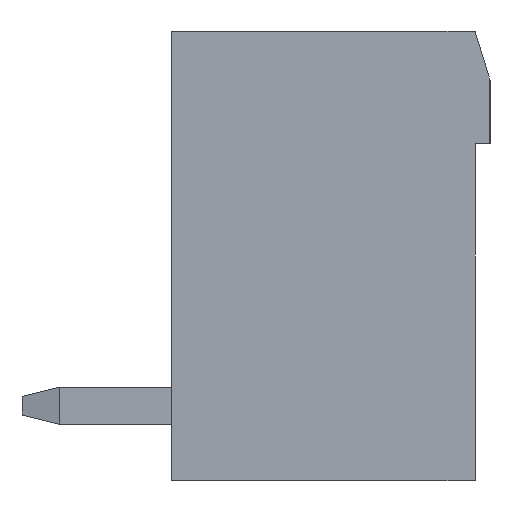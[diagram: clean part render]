
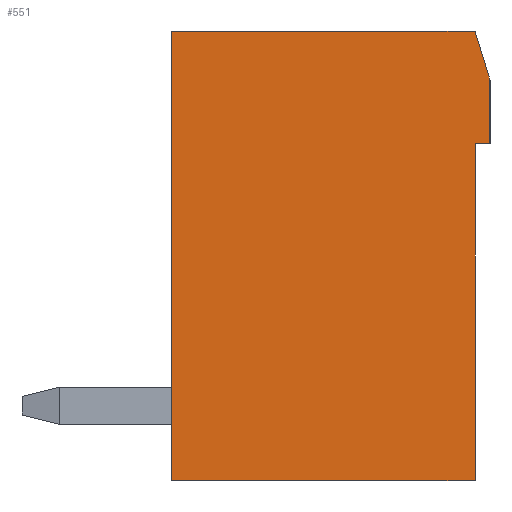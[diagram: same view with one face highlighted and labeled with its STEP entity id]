
A CAD part, left-side view. The second image highlights one B-rep face of the part: STEP entity #551.
In plain terms, the highlighted planar face has unit normal (-1, 0, 0).
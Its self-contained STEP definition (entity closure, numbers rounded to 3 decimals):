
#551 = ADVANCED_FACE( '', ( #1280 ), #1281, .T. );
#1280 = FACE_OUTER_BOUND( '', #2220, .T. );
#1281 = PLANE( '', #2221 );
#2220 = EDGE_LOOP( '', ( #3618, #3619, #3620, #3621, #3622, #3623, #3624 ) );
#2221 = AXIS2_PLACEMENT_3D( '', #3625, #3626, #3627 );
#3618 = ORIENTED_EDGE( '', *, *, #5847, .T. );
#3619 = ORIENTED_EDGE( '', *, *, #6246, .T. );
#3620 = ORIENTED_EDGE( '', *, *, #6247, .T. );
#3621 = ORIENTED_EDGE( '', *, *, #6248, .T. );
#3622 = ORIENTED_EDGE( '', *, *, #6249, .T. );
#3623 = ORIENTED_EDGE( '', *, *, #6071, .T. );
#3624 = ORIENTED_EDGE( '', *, *, #5935, .T. );
#3625 = CARTESIAN_POINT( '', ( -30.48, 0., 0. ) );
#3626 = DIRECTION( '', ( -1., 0., 0. ) );
#3627 = DIRECTION( '', ( 0., 0., 1. ) );
#5847 = EDGE_CURVE( '', #7012, #7010, #7013, .T. );
#5935 = EDGE_CURVE( '', #7167, #7012, #7168, .T. );
#6071 = EDGE_CURVE( '', #7411, #7167, #7412, .T. );
#6246 = EDGE_CURVE( '', #7010, #7713, #7714, .T. );
#6247 = EDGE_CURVE( '', #7713, #7715, #7716, .T. );
#6248 = EDGE_CURVE( '', #7715, #7717, #7718, .T. );
#6249 = EDGE_CURVE( '', #7717, #7411, #7719, .T. );
#7010 = VERTEX_POINT( '', #8725 );
#7012 = VERTEX_POINT( '', #8728 );
#7013 = LINE( '', #8729, #8730 );
#7167 = VERTEX_POINT( '', #8954 );
#7168 = LINE( '', #8955, #8956 );
#7411 = VERTEX_POINT( '', #9303 );
#7412 = LINE( '', #9304, #9305 );
#7713 = VERTEX_POINT( '', #9744 );
#7714 = LINE( '', #9745, #9746 );
#7715 = VERTEX_POINT( '', #9747 );
#7716 = LINE( '', #9748, #9749 );
#7717 = VERTEX_POINT( '', #9750 );
#7718 = LINE( '', #9751, #9752 );
#7719 = LINE( '', #9753, #9754 );
#8725 = CARTESIAN_POINT( '', ( -30.48, -4.05, 6. ) );
#8728 = CARTESIAN_POINT( '', ( -30.48, -4.45, 4.7 ) );
#8729 = CARTESIAN_POINT( '', ( -30.48, -4.45, 4.7 ) );
#8730 = VECTOR( '', #11132, 1000. );
#8954 = CARTESIAN_POINT( '', ( -30.48, -4.45, 3. ) );
#8955 = CARTESIAN_POINT( '', ( -30.48, -4.45, 3. ) );
#8956 = VECTOR( '', #11203, 1000. );
#9303 = CARTESIAN_POINT( '', ( -30.48, -4.05, 3. ) );
#9304 = CARTESIAN_POINT( '', ( -30.48, -4.05, 3. ) );
#9305 = VECTOR( '', #11341, 1000. );
#9744 = CARTESIAN_POINT( '', ( -30.48, 4.05, 6. ) );
#9745 = CARTESIAN_POINT( '', ( -30.48, -4.05, 6. ) );
#9746 = VECTOR( '', #11531, 1000. );
#9747 = CARTESIAN_POINT( '', ( -30.48, 4.05, -6. ) );
#9748 = CARTESIAN_POINT( '', ( -30.48, 4.05, 6. ) );
#9749 = VECTOR( '', #11532, 1000. );
#9750 = CARTESIAN_POINT( '', ( -30.48, -4.05, -6. ) );
#9751 = CARTESIAN_POINT( '', ( -30.48, 4.05, -6. ) );
#9752 = VECTOR( '', #11533, 1000. );
#9753 = CARTESIAN_POINT( '', ( -30.48, -4.05, -6. ) );
#9754 = VECTOR( '', #11534, 1000. );
#11132 = DIRECTION( '', ( 0., 0.294, 0.956 ) );
#11203 = DIRECTION( '', ( 0., 0., 1. ) );
#11341 = DIRECTION( '', ( 0., -1., 0. ) );
#11531 = DIRECTION( '', ( 0., 1., 0. ) );
#11532 = DIRECTION( '', ( 0., 0., -1. ) );
#11533 = DIRECTION( '', ( 0., -1., 0. ) );
#11534 = DIRECTION( '', ( 0., 0., 1. ) );
